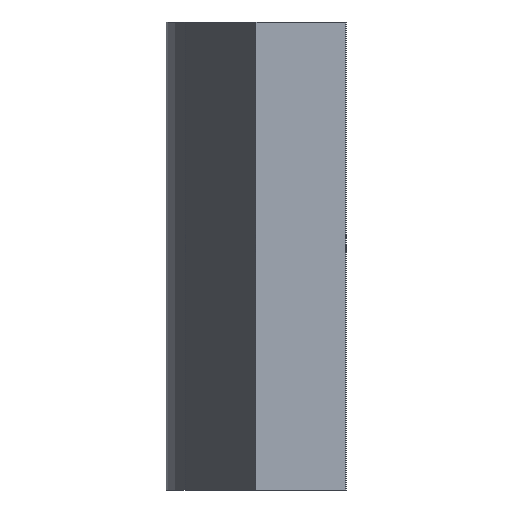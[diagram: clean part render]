
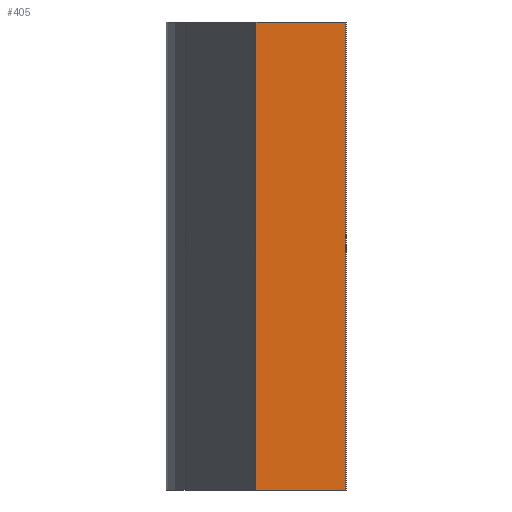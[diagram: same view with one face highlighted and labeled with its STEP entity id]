
A CAD part, left-side view. The second image highlights one B-rep face of the part: STEP entity #405.
In plain terms, the highlighted planar face has unit normal (-1, 0, 0).
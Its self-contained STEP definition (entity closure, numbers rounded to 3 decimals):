
#23=DIRECTION('',(0.,-1.,0.));
#24=VECTOR('',#23,1.);
#25=CARTESIAN_POINT('',(-6.,-0.5,-2.6));
#26=LINE('',#25,#24);
#91=DIRECTION('',(0.,0.,1.));
#92=VECTOR('',#91,5.2);
#93=CARTESIAN_POINT('',(-6.,-1.5,-2.6));
#94=LINE('',#93,#92);
#95=DIRECTION('',(0.,0.,1.));
#96=VECTOR('',#95,5.2);
#97=CARTESIAN_POINT('',(-6.,-0.5,-2.6));
#98=LINE('',#97,#96);
#152=DIRECTION('',(0.,-1.,0.));
#153=VECTOR('',#152,1.);
#154=CARTESIAN_POINT('',(-6.,-0.5,2.6));
#155=LINE('',#154,#153);
#186=CARTESIAN_POINT('',(-6.,-0.5,-2.6));
#188=VERTEX_POINT('',#186);
#189=CARTESIAN_POINT('',(-6.,-1.5,-2.6));
#190=VERTEX_POINT('',#189);
#206=CARTESIAN_POINT('',(-6.,-0.5,2.6));
#208=VERTEX_POINT('',#206);
#209=CARTESIAN_POINT('',(-6.,-1.5,2.6));
#210=VERTEX_POINT('',#209);
#392=CARTESIAN_POINT('',(-6.,-0.5,-2.6));
#393=DIRECTION('',(-1.,0.,0.));
#394=DIRECTION('',(0.,-1.,0.));
#395=AXIS2_PLACEMENT_3D('',#392,#393,#394);
#396=PLANE('',#395);
#397=ORIENTED_EDGE('',*,*,#244,.F.);
#399=ORIENTED_EDGE('',*,*,#398,.T.);
#401=ORIENTED_EDGE('',*,*,#400,.T.);
#402=ORIENTED_EDGE('',*,*,#384,.F.);
#403=EDGE_LOOP('',(#397,#399,#401,#402));
#404=FACE_OUTER_BOUND('',#403,.F.);
#405=ADVANCED_FACE('',(#404),#396,.T.);
#244=EDGE_CURVE('',#188,#190,#26,.T.);
#384=EDGE_CURVE('',#190,#210,#94,.T.);
#398=EDGE_CURVE('',#188,#208,#98,.T.);
#400=EDGE_CURVE('',#208,#210,#155,.T.);
